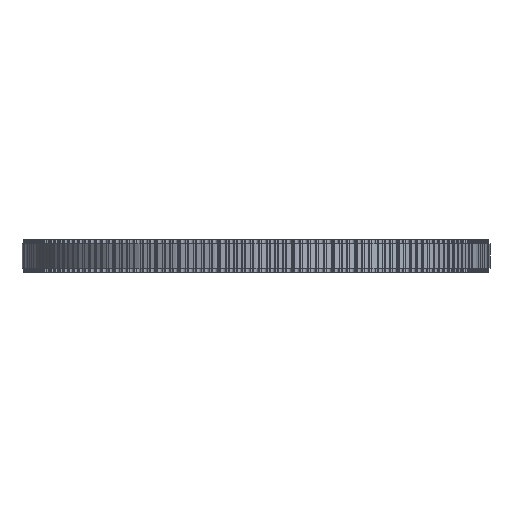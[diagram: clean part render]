
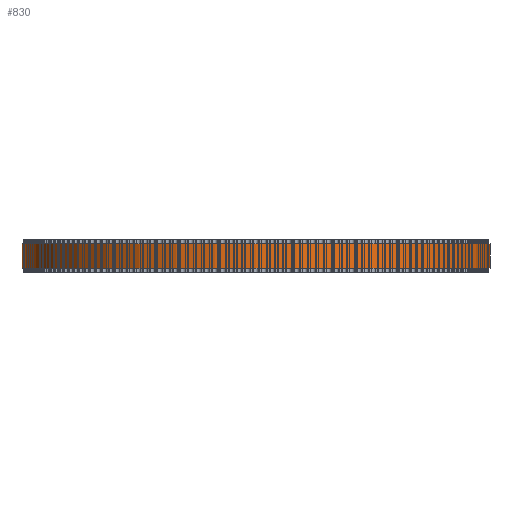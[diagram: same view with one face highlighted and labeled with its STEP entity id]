
A CAD part, front view. The second image highlights one B-rep face of the part: STEP entity #830.
In plain terms, the highlighted cylindrical face has radius 56.341 mm (diameter 112.682 mm), a full revolution.
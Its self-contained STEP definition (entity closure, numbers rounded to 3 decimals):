
#97=FACE_BOUND('',#2960,.T.);
#98=FACE_BOUND('',#2961,.T.);
#830=ADVANCED_FACE('',(#97,#98),#1539,.T.);
#1539=CYLINDRICAL_SURFACE('',#15719,56.341);
#2960=EDGE_LOOP('',(#8626));
#2961=EDGE_LOOP('',(#8627));
#8626=ORIENTED_EDGE('',*,*,#12170,.T.);
#8627=ORIENTED_EDGE('',*,*,#12171,.T.);
#10044=VERTEX_POINT('',#24940);
#10045=VERTEX_POINT('',#24942);
#12170=EDGE_CURVE('',#10044,#10044,#13588,.T.);
#12171=EDGE_CURVE('',#10045,#10045,#13589,.T.);
#13588=CIRCLE('',#15717,56.341);
#13589=CIRCLE('',#15718,56.341);
#15717=AXIS2_PLACEMENT_3D('',#24939,#20682,#20683);
#15718=AXIS2_PLACEMENT_3D('',#24941,#20684,#20685);
#15719=AXIS2_PLACEMENT_3D('',#24943,#20686,#20687);
#20682=DIRECTION('',(0.,0.,1.));
#20683=DIRECTION('',(1.,0.,0.));
#20684=DIRECTION('',(0.,0.,-1.));
#20685=DIRECTION('',(1.,0.,0.));
#20686=DIRECTION('',(0.,0.,1.));
#20687=DIRECTION('',(1.,0.,0.));
#24939=CARTESIAN_POINT('',(0.,0.,1.));
#24940=CARTESIAN_POINT('',(56.341,0.,1.));
#24941=CARTESIAN_POINT('',(0.,0.,7.));
#24942=CARTESIAN_POINT('',(56.341,0.,7.));
#24943=CARTESIAN_POINT('',(0.,0.,1.));
